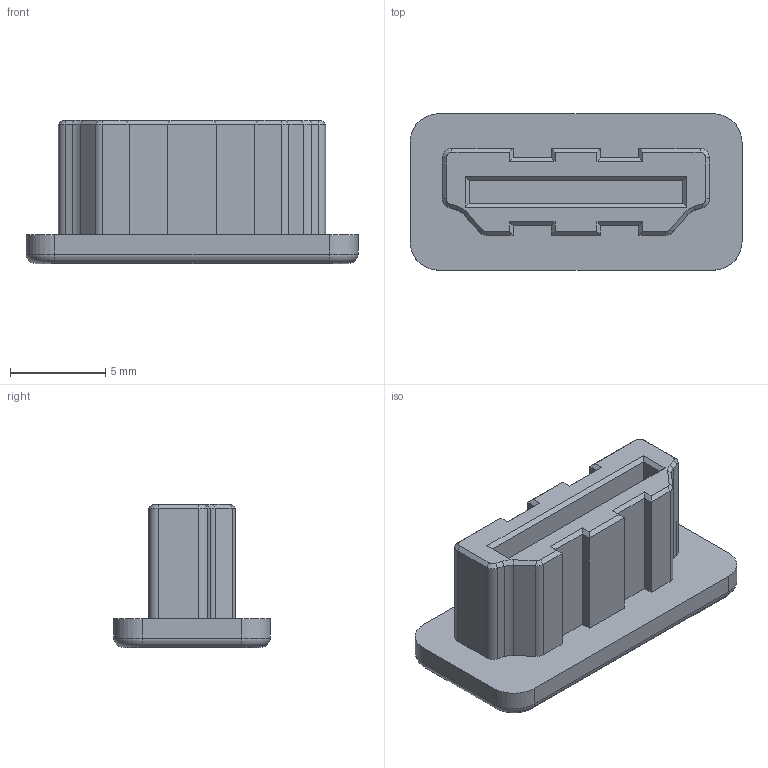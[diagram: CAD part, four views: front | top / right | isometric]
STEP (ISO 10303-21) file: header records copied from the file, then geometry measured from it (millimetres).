
FILE_DESCRIPTION (( 'STEP AP203' ), '1' );
FILE_NAME ('CVRHDMI-F.STEP', '2010-06-18T19:15:20', ( 'x' ), ( 'Microsoft' ), 'SwSTEP 2.0', 'SolidWorks 2010', '' );
FILE_SCHEMA (( 'CONFIG_CONTROL_DESIGN' ));
Length unit declared in the file: millimetre
Products named in the file (1): CVRHDMI-F
Bounding box: 17.4 x 8.2 x 7.5 mm (x, y, z)
Volume: 459.2 mm3; surface area: 716.3 mm2
Topology: 1 solids, 1 shells, 92 faces, 220 edges, 132 vertices
Faces by surface type: plane 64, cylinder 16, cone 8, torus 4
Entity records: 2673 total; most frequent: DIRECTION 450, CARTESIAN_POINT 445, ORIENTED_EDGE 440, EDGE_CURVE 220, VECTOR 176, LINE 176, AXIS2_PLACEMENT_3D 137, VERTEX_POINT 132
